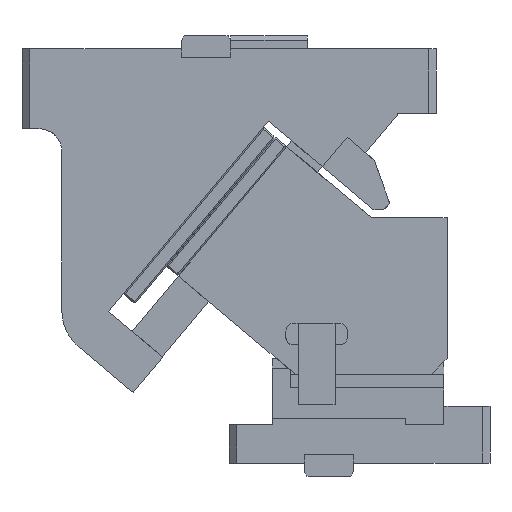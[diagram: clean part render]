
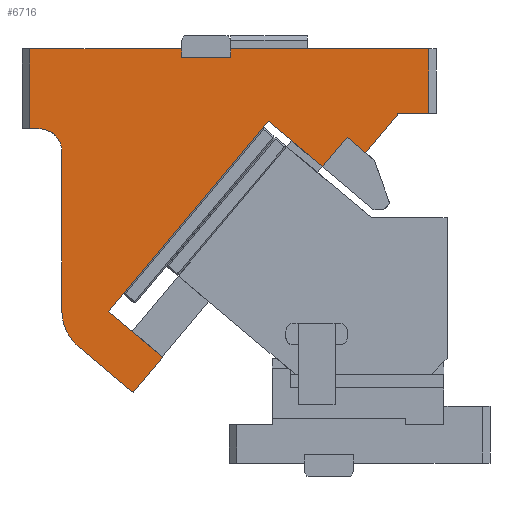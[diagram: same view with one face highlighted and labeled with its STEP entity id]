
A CAD part, front view. The second image highlights one B-rep face of the part: STEP entity #6716.
In plain terms, the highlighted planar face has unit normal (0, -1, 0).
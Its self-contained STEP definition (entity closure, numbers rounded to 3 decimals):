
#6208=CARTESIAN_POINT('Vertex',(25.44,0.,222.895)) ;
#6211=CARTESIAN_POINT('Line Origine',(-26.626,0.,160.845)) ;
#6215=CARTESIAN_POINT('Vertex',(-78.692,0.,98.796)) ;
#6474=CARTESIAN_POINT('Vertex',(60.77,0.,193.25)) ;
#6477=CARTESIAN_POINT('Line Origine',(43.105,0.,208.072)) ;
#6539=CARTESIAN_POINT('Axis2P3D Location',(61.444,0.,192.684)) ;
#6544=CARTESIAN_POINT('Line Origine',(-127.,0.,218.)) ;
#6548=CARTESIAN_POINT('Vertex',(-124.,0.,218.)) ;
#6550=CARTESIAN_POINT('Vertex',(-130.,0.,218.)) ;
#6554=CARTESIAN_POINT('Control Point',(-109.,0.,203.)) ;
#6555=CARTESIAN_POINT('Control Point',(-109.,0.,204.518)) ;
#6556=CARTESIAN_POINT('Control Point',(-109.192,0.,206.036)) ;
#6557=CARTESIAN_POINT('Control Point',(-109.576,0.,207.521)) ;
#6558=CARTESIAN_POINT('Control Point',(-110.711,0.,210.363)) ;
#6559=CARTESIAN_POINT('Control Point',(-112.519,0.,212.832)) ;
#6560=CARTESIAN_POINT('Control Point',(-113.575,0.,213.945)) ;
#6561=CARTESIAN_POINT('Control Point',(-115.945,0.,215.881)) ;
#6562=CARTESIAN_POINT('Control Point',(-118.722,0.,217.165)) ;
#6563=CARTESIAN_POINT('Control Point',(-120.185,0.,217.627)) ;
#6564=CARTESIAN_POINT('Control Point',(-121.848,0.,217.927)) ;
#6565=CARTESIAN_POINT('Control Point',(-123.524,0.,217.994)) ;
#6566=CARTESIAN_POINT('Control Point',(-123.683,0.,217.998)) ;
#6567=CARTESIAN_POINT('Control Point',(-123.841,0.,218.)) ;
#6568=CARTESIAN_POINT('Control Point',(-124.,0.,218.)) ;
#6569=CARTESIAN_POINT('Vertex',(-109.,0.,203.)) ;
#6572=CARTESIAN_POINT('Line Origine',(-109.,0.,151.027)) ;
#6576=CARTESIAN_POINT('Vertex',(-109.,0.,99.054)) ;
#6580=CARTESIAN_POINT('Control Point',(-109.,0.,99.054)) ;
#6581=CARTESIAN_POINT('Control Point',(-109.,0.,96.103)) ;
#6582=CARTESIAN_POINT('Control Point',(-108.637,0.,93.151)) ;
#6583=CARTESIAN_POINT('Control Point',(-107.911,0.,90.259)) ;
#6584=CARTESIAN_POINT('Control Point',(-106.005,0.,85.34)) ;
#6585=CARTESIAN_POINT('Control Point',(-103.093,0.,80.96)) ;
#6586=CARTESIAN_POINT('Control Point',(-101.644,0.,79.176)) ;
#6587=CARTESIAN_POINT('Control Point',(-100.034,0.,77.541)) ;
#6588=CARTESIAN_POINT('Control Point',(-98.284,0.,76.073)) ;
#6589=CARTESIAN_POINT('Vertex',(-98.284,0.,76.073)) ;
#6592=CARTESIAN_POINT('Line Origine',(-80.465,0.,61.121)) ;
#6596=CARTESIAN_POINT('Vertex',(-62.646,0.,46.169)) ;
#6599=CARTESIAN_POINT('Line Origine',(-53.004,0.,57.66)) ;
#6603=CARTESIAN_POINT('Vertex',(-43.362,0.,69.151)) ;
#6606=CARTESIAN_POINT('Line Origine',(-61.027,0.,83.973)) ;
#6611=CARTESIAN_POINT('Line Origine',(68.804,0.,202.825)) ;
#6615=CARTESIAN_POINT('Vertex',(76.839,0.,212.401)) ;
#6618=CARTESIAN_POINT('Line Origine',(82.922,0.,207.297)) ;
#6622=CARTESIAN_POINT('Vertex',(89.004,0.,202.193)) ;
#6625=CARTESIAN_POINT('Line Origine',(99.502,0.,214.704)) ;
#6629=CARTESIAN_POINT('Vertex',(110.,0.,227.215)) ;
#6632=CARTESIAN_POINT('Line Origine',(110.,0.,227.608)) ;
#6636=CARTESIAN_POINT('Vertex',(110.,0.,228.)) ;
#6639=CARTESIAN_POINT('Line Origine',(120.,0.,228.)) ;
#6643=CARTESIAN_POINT('Vertex',(130.,0.,228.)) ;
#6646=CARTESIAN_POINT('Line Origine',(130.,0.,249.)) ;
#6650=CARTESIAN_POINT('Vertex',(130.,0.,270.)) ;
#6653=CARTESIAN_POINT('Line Origine',(65.5,0.,270.)) ;
#6657=CARTESIAN_POINT('Vertex',(1.,0.,270.)) ;
#6660=CARTESIAN_POINT('Line Origine',(1.,0.,267.25)) ;
#6664=CARTESIAN_POINT('Vertex',(1.,0.,264.5)) ;
#6667=CARTESIAN_POINT('Line Origine',(-15.,0.,264.5)) ;
#6671=CARTESIAN_POINT('Vertex',(-31.,0.,264.5)) ;
#6674=CARTESIAN_POINT('Line Origine',(-31.,0.,267.25)) ;
#6678=CARTESIAN_POINT('Vertex',(-31.,0.,270.)) ;
#6681=CARTESIAN_POINT('Line Origine',(-80.5,0.,270.)) ;
#6685=CARTESIAN_POINT('Vertex',(-130.,0.,270.)) ;
#6688=CARTESIAN_POINT('Line Origine',(-130.,0.,244.)) ;
#6212=DIRECTION('Vector Direction',(-0.643,0.,-0.766)) ;
#6478=DIRECTION('Vector Direction',(-0.766,0.,0.643)) ;
#6540=DIRECTION('Axis2P3D Direction',(0.,-1.,0.)) ;
#6541=DIRECTION('Axis2P3D XDirection',(0.643,0.,0.766)) ;
#6545=DIRECTION('Vector Direction',(-1.,0.,0.)) ;
#6573=DIRECTION('Vector Direction',(0.,0.,1.)) ;
#6593=DIRECTION('Vector Direction',(-0.766,0.,0.643)) ;
#6600=DIRECTION('Vector Direction',(0.643,0.,0.766)) ;
#6607=DIRECTION('Vector Direction',(0.766,0.,-0.643)) ;
#6612=DIRECTION('Vector Direction',(0.643,0.,0.766)) ;
#6619=DIRECTION('Vector Direction',(0.766,0.,-0.643)) ;
#6626=DIRECTION('Vector Direction',(-0.643,0.,-0.766)) ;
#6633=DIRECTION('Vector Direction',(0.,0.,1.)) ;
#6640=DIRECTION('Vector Direction',(-1.,0.,0.)) ;
#6647=DIRECTION('Vector Direction',(0.,0.,1.)) ;
#6654=DIRECTION('Vector Direction',(1.,0.,0.)) ;
#6661=DIRECTION('Vector Direction',(0.,0.,1.)) ;
#6668=DIRECTION('Vector Direction',(1.,0.,0.)) ;
#6675=DIRECTION('Vector Direction',(0.,0.,-1.)) ;
#6682=DIRECTION('Vector Direction',(1.,0.,0.)) ;
#6689=DIRECTION('Vector Direction',(0.,0.,1.)) ;
#6542=AXIS2_PLACEMENT_3D('Plane Axis2P3D',#6539,#6540,#6541) ;
#6694=ORIENTED_EDGE('',*,*,#6552,.F.) ;
#6695=ORIENTED_EDGE('',*,*,#6571,.T.) ;
#6696=ORIENTED_EDGE('',*,*,#6578,.F.) ;
#6697=ORIENTED_EDGE('',*,*,#6591,.F.) ;
#6698=ORIENTED_EDGE('',*,*,#6598,.F.) ;
#6699=ORIENTED_EDGE('',*,*,#6605,.T.) ;
#6700=ORIENTED_EDGE('',*,*,#6610,.F.) ;
#6701=ORIENTED_EDGE('',*,*,#6217,.F.) ;
#6702=ORIENTED_EDGE('',*,*,#6481,.F.) ;
#6703=ORIENTED_EDGE('',*,*,#6617,.T.) ;
#6704=ORIENTED_EDGE('',*,*,#6624,.T.) ;
#6705=ORIENTED_EDGE('',*,*,#6631,.F.) ;
#6706=ORIENTED_EDGE('',*,*,#6638,.T.) ;
#6707=ORIENTED_EDGE('',*,*,#6645,.F.) ;
#6708=ORIENTED_EDGE('',*,*,#6652,.F.) ;
#6709=ORIENTED_EDGE('',*,*,#6659,.F.) ;
#6710=ORIENTED_EDGE('',*,*,#6666,.F.) ;
#6711=ORIENTED_EDGE('',*,*,#6673,.F.) ;
#6712=ORIENTED_EDGE('',*,*,#6680,.F.) ;
#6713=ORIENTED_EDGE('',*,*,#6687,.F.) ;
#6714=ORIENTED_EDGE('',*,*,#6692,.F.) ;
#6213=VECTOR('Line Direction',#6212,1.) ;
#6479=VECTOR('Line Direction',#6478,1.) ;
#6546=VECTOR('Line Direction',#6545,1.) ;
#6574=VECTOR('Line Direction',#6573,1.) ;
#6594=VECTOR('Line Direction',#6593,1.) ;
#6601=VECTOR('Line Direction',#6600,1.) ;
#6608=VECTOR('Line Direction',#6607,1.) ;
#6613=VECTOR('Line Direction',#6612,1.) ;
#6620=VECTOR('Line Direction',#6619,1.) ;
#6627=VECTOR('Line Direction',#6626,1.) ;
#6634=VECTOR('Line Direction',#6633,1.) ;
#6641=VECTOR('Line Direction',#6640,1.) ;
#6648=VECTOR('Line Direction',#6647,1.) ;
#6655=VECTOR('Line Direction',#6654,1.) ;
#6662=VECTOR('Line Direction',#6661,1.) ;
#6669=VECTOR('Line Direction',#6668,1.) ;
#6676=VECTOR('Line Direction',#6675,1.) ;
#6683=VECTOR('Line Direction',#6682,1.) ;
#6690=VECTOR('Line Direction',#6689,1.) ;
#6716=ADVANCED_FACE('CAM HOLDER',(#6715),#6543,.T.) ;
#6553=B_SPLINE_CURVE_WITH_KNOTS('',5,(#6554,#6555,#6556,#6557,#6558,#6559,#6560,#6561,#6562,#6563,#6564,#6565,#6566,#6567,#6568),.UNSPECIFIED.,.F.,.U.,(6,3,3,3,6),(0.,10.733,21.466,32.199,33.321),.UNSPECIFIED.) ;
#6579=B_SPLINE_CURVE_WITH_KNOTS('',5,(#6580,#6581,#6582,#6583,#6584,#6585,#6586,#6587,#6588),.UNSPECIFIED.,.F.,.U.,(6,3,6),(0.,20.871,37.024),.UNSPECIFIED.) ;
#6217=EDGE_CURVE('',#6209,#6216,#6214,.T.) ;
#6481=EDGE_CURVE('',#6475,#6209,#6480,.T.) ;
#6552=EDGE_CURVE('',#6549,#6551,#6547,.T.) ;
#6571=EDGE_CURVE('',#6549,#6570,#6553,.F.) ;
#6578=EDGE_CURVE('',#6577,#6570,#6575,.T.) ;
#6591=EDGE_CURVE('',#6590,#6577,#6579,.F.) ;
#6598=EDGE_CURVE('',#6597,#6590,#6595,.T.) ;
#6605=EDGE_CURVE('',#6597,#6604,#6602,.T.) ;
#6610=EDGE_CURVE('',#6216,#6604,#6609,.T.) ;
#6617=EDGE_CURVE('',#6475,#6616,#6614,.T.) ;
#6624=EDGE_CURVE('',#6616,#6623,#6621,.T.) ;
#6631=EDGE_CURVE('',#6630,#6623,#6628,.T.) ;
#6638=EDGE_CURVE('',#6630,#6637,#6635,.T.) ;
#6645=EDGE_CURVE('',#6644,#6637,#6642,.T.) ;
#6652=EDGE_CURVE('',#6651,#6644,#6649,.F.) ;
#6659=EDGE_CURVE('',#6658,#6651,#6656,.T.) ;
#6666=EDGE_CURVE('',#6665,#6658,#6663,.T.) ;
#6673=EDGE_CURVE('',#6672,#6665,#6670,.T.) ;
#6680=EDGE_CURVE('',#6679,#6672,#6677,.T.) ;
#6687=EDGE_CURVE('',#6686,#6679,#6684,.T.) ;
#6692=EDGE_CURVE('',#6551,#6686,#6691,.T.) ;
#6693=EDGE_LOOP('',(#6694,#6695,#6696,#6697,#6698,#6699,#6700,#6701,#6702,#6703,#6704,#6705,#6706,#6707,#6708,#6709,#6710,#6711,#6712,#6713,#6714)) ;
#6715=FACE_OUTER_BOUND('',#6693,.T.) ;
#6214=LINE('Line',#6211,#6213) ;
#6480=LINE('Line',#6477,#6479) ;
#6547=LINE('Line',#6544,#6546) ;
#6575=LINE('Line',#6572,#6574) ;
#6595=LINE('Line',#6592,#6594) ;
#6602=LINE('Line',#6599,#6601) ;
#6609=LINE('Line',#6606,#6608) ;
#6614=LINE('Line',#6611,#6613) ;
#6621=LINE('Line',#6618,#6620) ;
#6628=LINE('Line',#6625,#6627) ;
#6635=LINE('Line',#6632,#6634) ;
#6642=LINE('Line',#6639,#6641) ;
#6649=LINE('Line',#6646,#6648) ;
#6656=LINE('Line',#6653,#6655) ;
#6663=LINE('Line',#6660,#6662) ;
#6670=LINE('Line',#6667,#6669) ;
#6677=LINE('Line',#6674,#6676) ;
#6684=LINE('Line',#6681,#6683) ;
#6691=LINE('Line',#6688,#6690) ;
#6543=PLANE('Plane',#6542) ;
#6209=VERTEX_POINT('',#6208) ;
#6216=VERTEX_POINT('',#6215) ;
#6475=VERTEX_POINT('',#6474) ;
#6549=VERTEX_POINT('',#6548) ;
#6551=VERTEX_POINT('',#6550) ;
#6570=VERTEX_POINT('',#6569) ;
#6577=VERTEX_POINT('',#6576) ;
#6590=VERTEX_POINT('',#6589) ;
#6597=VERTEX_POINT('',#6596) ;
#6604=VERTEX_POINT('',#6603) ;
#6616=VERTEX_POINT('',#6615) ;
#6623=VERTEX_POINT('',#6622) ;
#6630=VERTEX_POINT('',#6629) ;
#6637=VERTEX_POINT('',#6636) ;
#6644=VERTEX_POINT('',#6643) ;
#6651=VERTEX_POINT('',#6650) ;
#6658=VERTEX_POINT('',#6657) ;
#6665=VERTEX_POINT('',#6664) ;
#6672=VERTEX_POINT('',#6671) ;
#6679=VERTEX_POINT('',#6678) ;
#6686=VERTEX_POINT('',#6685) ;
